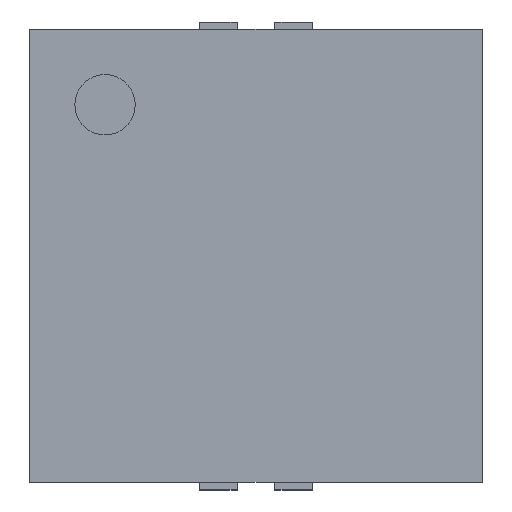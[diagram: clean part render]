
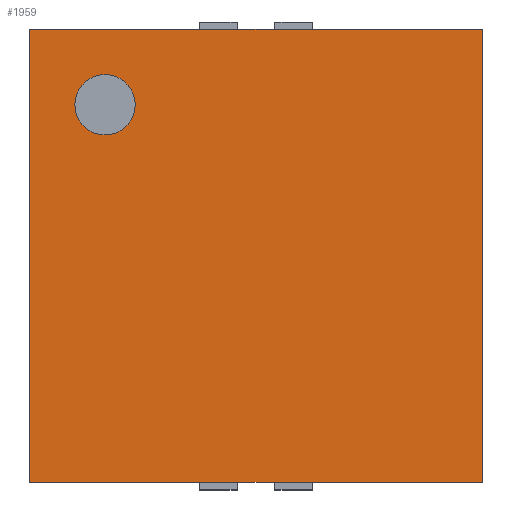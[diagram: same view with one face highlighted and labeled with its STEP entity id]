
A CAD part, top view. The second image highlights one B-rep face of the part: STEP entity #1959.
In plain terms, the highlighted planar face has unit normal (0, 0, 1).
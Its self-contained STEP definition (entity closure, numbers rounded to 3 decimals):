
#25=FACE_BOUND('',#263,.T.);
#31=PLANE('',#2105);
#143=FACE_OUTER_BOUND('',#262,.T.);
#262=EDGE_LOOP('',(#1389,#1390,#1391,#1392));
#263=EDGE_LOOP('',(#1393));
#379=LINE('',#2837,#619);
#382=LINE('',#2843,#622);
#385=LINE('',#2849,#625);
#388=LINE('',#2853,#628);
#619=VECTOR('',#2273,10.);
#622=VECTOR('',#2278,10.);
#625=VECTOR('',#2283,10.);
#628=VECTOR('',#2288,10.);
#856=CIRCLE('',#2098,0.2);
#898=VERTEX_POINT('',#2824);
#902=VERTEX_POINT('',#2834);
#903=VERTEX_POINT('',#2836);
#905=VERTEX_POINT('',#2842);
#907=VERTEX_POINT('',#2848);
#1086=EDGE_CURVE('',#898,#898,#856,.T.);
#1091=EDGE_CURVE('',#903,#902,#379,.T.);
#1094=EDGE_CURVE('',#905,#903,#382,.T.);
#1097=EDGE_CURVE('',#907,#905,#385,.T.);
#1100=EDGE_CURVE('',#902,#907,#388,.T.);
#1389=ORIENTED_EDGE('',*,*,#1100,.T.);
#1390=ORIENTED_EDGE('',*,*,#1097,.T.);
#1391=ORIENTED_EDGE('',*,*,#1094,.T.);
#1392=ORIENTED_EDGE('',*,*,#1091,.T.);
#1393=ORIENTED_EDGE('',*,*,#1086,.T.);
#1959=ADVANCED_FACE('',(#143,#25),#31,.T.);
#2098=AXIS2_PLACEMENT_3D('',#2825,#2262,#2263);
#2105=AXIS2_PLACEMENT_3D('',#2854,#2289,#2290);
#2262=DIRECTION('center_axis',(0.,0.,-1.));
#2263=DIRECTION('ref_axis',(-1.,0.,0.));
#2273=DIRECTION('',(1.,0.,0.));
#2278=DIRECTION('',(0.,-1.,0.));
#2283=DIRECTION('',(-1.,0.,0.));
#2288=DIRECTION('',(0.,1.,0.));
#2289=DIRECTION('center_axis',(0.,0.,1.));
#2290=DIRECTION('ref_axis',(1.,0.,0.));
#2824=CARTESIAN_POINT('',(-0.8,1.,1.));
#2825=CARTESIAN_POINT('Origin',(-1.,1.,1.));
#2834=CARTESIAN_POINT('',(1.5,-1.5,1.));
#2836=CARTESIAN_POINT('',(-1.5,-1.5,1.));
#2837=CARTESIAN_POINT('',(-1.5,-1.5,1.));
#2842=CARTESIAN_POINT('',(-1.5,1.5,1.));
#2843=CARTESIAN_POINT('',(-1.5,1.5,1.));
#2848=CARTESIAN_POINT('',(1.5,1.5,1.));
#2849=CARTESIAN_POINT('',(1.5,1.5,1.));
#2853=CARTESIAN_POINT('',(1.5,-1.5,1.));
#2854=CARTESIAN_POINT('Origin',(0.,0.,1.));
